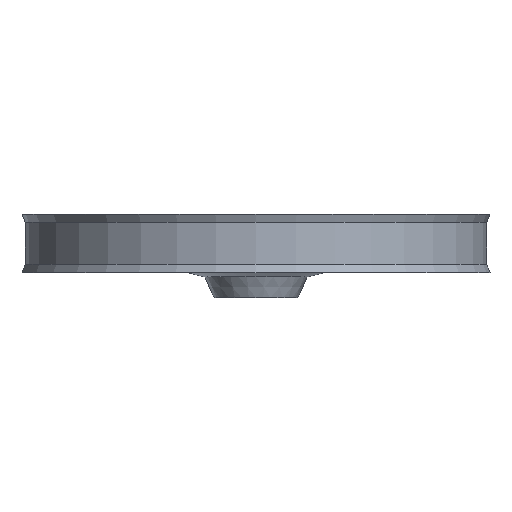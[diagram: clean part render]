
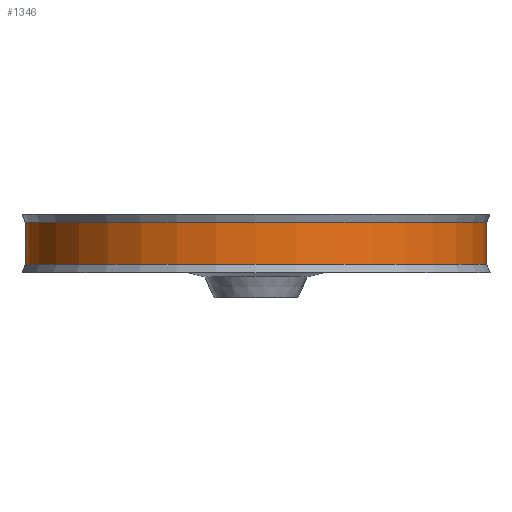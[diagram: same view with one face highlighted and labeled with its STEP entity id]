
A CAD part, front view. The second image highlights one B-rep face of the part: STEP entity #1346.
In plain terms, the highlighted cylindrical face has radius 55 mm (diameter 110 mm), a full revolution.
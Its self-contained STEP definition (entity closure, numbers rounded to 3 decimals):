
#68=CYLINDRICAL_SURFACE('',#1481,55.);
#124=FACE_OUTER_BOUND('',#198,.T.);
#198=EDGE_LOOP('',(#1029,#1030,#1031,#1032));
#307=CIRCLE('',#1482,55.);
#308=CIRCLE('',#1483,55.);
#430=LINE('',#2598,#502);
#502=VECTOR('',#1771,55.);
#602=VERTEX_POINT('',#2595);
#603=VERTEX_POINT('',#2597);
#767=EDGE_CURVE('',#602,#602,#307,.T.);
#768=EDGE_CURVE('',#602,#603,#430,.T.);
#769=EDGE_CURVE('',#603,#603,#308,.T.);
#1029=ORIENTED_EDGE('',*,*,#767,.F.);
#1030=ORIENTED_EDGE('',*,*,#768,.T.);
#1031=ORIENTED_EDGE('',*,*,#769,.T.);
#1032=ORIENTED_EDGE('',*,*,#768,.F.);
#1346=ADVANCED_FACE('',(#124),#68,.T.);
#1481=AXIS2_PLACEMENT_3D('',#2594,#1767,#1768);
#1482=AXIS2_PLACEMENT_3D('',#2596,#1769,#1770);
#1483=AXIS2_PLACEMENT_3D('',#2599,#1772,#1773);
#1767=DIRECTION('center_axis',(0.,0.,-1.));
#1768=DIRECTION('ref_axis',(-1.,0.,0.));
#1769=DIRECTION('center_axis',(0.,0.,-1.));
#1770=DIRECTION('ref_axis',(1.,0.,0.));
#1771=DIRECTION('',(0.,0.,1.));
#1772=DIRECTION('center_axis',(0.,0.,-1.));
#1773=DIRECTION('ref_axis',(1.,0.,0.));
#2594=CARTESIAN_POINT('Origin',(0.,-60.,13.));
#2595=CARTESIAN_POINT('',(55.,-60.,8.));
#2596=CARTESIAN_POINT('Origin',(0.,-60.,8.));
#2597=CARTESIAN_POINT('',(55.,-60.,18.));
#2598=CARTESIAN_POINT('',(55.,-60.,13.));
#2599=CARTESIAN_POINT('Origin',(0.,-60.,18.));
